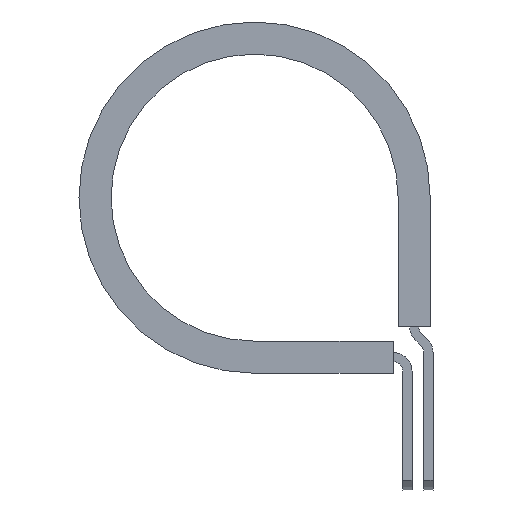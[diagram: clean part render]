
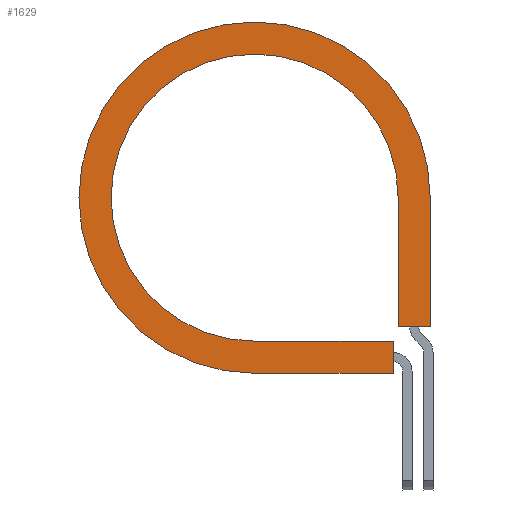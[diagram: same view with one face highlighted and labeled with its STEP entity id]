
A CAD part, front view. The second image highlights one B-rep face of the part: STEP entity #1629.
In plain terms, the highlighted planar face has unit normal (0, -1, 0).
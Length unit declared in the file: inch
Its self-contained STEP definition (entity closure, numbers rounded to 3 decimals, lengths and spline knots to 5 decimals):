
#12 = CARTESIAN_POINT ( 'NONE',  ( 0.7247, -0.31, -0.75 ) ) ;
#18 = VERTEX_POINT ( 'NONE', #1500 ) ;
#52 = EDGE_CURVE ( 'NONE', #18, #768, #1668, .T. ) ;
#100 = DIRECTION ( 'NONE',  ( 1., 0., 0. ) ) ;
#121 = EDGE_CURVE ( 'NONE', #610, #1530, #565, .T. ) ;
#125 = ORIENTED_EDGE ( 'NONE', *, *, #52, .T. ) ;
#139 = ORIENTED_EDGE ( 'NONE', *, *, #1638, .T. ) ;
#141 = CARTESIAN_POINT ( 'NONE',  ( 0.75, -0.31, 0. ) ) ;
#145 = VECTOR ( 'NONE', #847, 39.37008 ) ;
#204 = EDGE_CURVE ( 'NONE', #664, #610, #1155, .T. ) ;
#258 = ORIENTED_EDGE ( 'NONE', *, *, #844, .T. ) ;
#269 = LINE ( 'NONE', #691, #958 ) ;
#285 = AXIS2_PLACEMENT_3D ( 'NONE', #710, #1642, #840 ) ;
#306 = ORIENTED_EDGE ( 'NONE', *, *, #622, .T. ) ;
#310 = CARTESIAN_POINT ( 'NONE',  ( 0.75, -0.31, -0.67565 ) ) ;
#315 = CIRCLE ( 'NONE', #498, 0.918 ) ;
#323 = CARTESIAN_POINT ( 'NONE',  ( 0., -0.31, -0.75 ) ) ;
#332 = EDGE_CURVE ( 'NONE', #946, #1074, #1526, .T. ) ;
#415 = CARTESIAN_POINT ( 'NONE',  ( 0.918, -0.31, 0. ) ) ;
#498 = AXIS2_PLACEMENT_3D ( 'NONE', #816, #1735, #942 ) ;
#518 = DIRECTION ( 'NONE',  ( -1., 0., 0. ) ) ;
#531 = LINE ( 'NONE', #141, #145 ) ;
#555 = CARTESIAN_POINT ( 'NONE',  ( 0.918, -0.31, -0.67565 ) ) ;
#557 = CARTESIAN_POINT ( 'NONE',  ( 0.75, -0.31, -0.67565 ) ) ;
#565 = LINE ( 'NONE', #780, #1589 ) ;
#588 = VECTOR ( 'NONE', #518, 39.37008 ) ;
#601 = ORIENTED_EDGE ( 'NONE', *, *, #204, .F. ) ;
#610 = VERTEX_POINT ( 'NONE', #323 ) ;
#622 = EDGE_CURVE ( 'NONE', #768, #1530, #1569, .T. ) ;
#664 = VERTEX_POINT ( 'NONE', #884 ) ;
#667 = DIRECTION ( 'NONE',  ( 0., -1., 0. ) ) ;
#685 = AXIS2_PLACEMENT_3D ( 'NONE', #1085, #667, #689 ) ;
#689 = DIRECTION ( 'NONE',  ( 0., 0., -1. ) ) ;
#691 = CARTESIAN_POINT ( 'NONE',  ( 0.918, -0.31, 0. ) ) ;
#710 = CARTESIAN_POINT ( 'NONE',  ( 0.75, -0.31, 0. ) ) ;
#768 = VERTEX_POINT ( 'NONE', #794 ) ;
#780 = CARTESIAN_POINT ( 'NONE',  ( 0., -0.31, -0.75 ) ) ;
#790 = ORIENTED_EDGE ( 'NONE', *, *, #885, .F. ) ;
#794 = CARTESIAN_POINT ( 'NONE',  ( 0.7247, -0.31, -0.918 ) ) ;
#816 = CARTESIAN_POINT ( 'NONE',  ( 0., -0.31, 0. ) ) ;
#840 = DIRECTION ( 'NONE',  ( 0., 0., -1. ) ) ;
#844 = EDGE_CURVE ( 'NONE', #968, #18, #315, .T. ) ;
#847 = DIRECTION ( 'NONE',  ( 0., 0., -1. ) ) ;
#884 = CARTESIAN_POINT ( 'NONE',  ( 0.75, -0.31, 0. ) ) ;
#885 = EDGE_CURVE ( 'NONE', #968, #946, #269, .T. ) ;
#892 = CARTESIAN_POINT ( 'NONE',  ( 0., -0.31, -0.918 ) ) ;
#942 = DIRECTION ( 'NONE',  ( 0., 0., -1. ) ) ;
#946 = VERTEX_POINT ( 'NONE', #555 ) ;
#958 = VECTOR ( 'NONE', #1474, 39.37008 ) ;
#968 = VERTEX_POINT ( 'NONE', #415 ) ;
#971 = PLANE ( 'NONE',  #285 ) ;
#995 = ORIENTED_EDGE ( 'NONE', *, *, #332, .F. ) ;
#1014 = EDGE_LOOP ( 'NONE', ( #995, #790, #258, #125, #306, #1072, #601, #139 ) ) ;
#1072 = ORIENTED_EDGE ( 'NONE', *, *, #121, .F. ) ;
#1074 = VERTEX_POINT ( 'NONE', #310 ) ;
#1085 = CARTESIAN_POINT ( 'NONE',  ( 0., -0.31, 0. ) ) ;
#1155 = CIRCLE ( 'NONE', #685, 0.75 ) ;
#1332 = VECTOR ( 'NONE', #100, 39.37008 ) ;
#1339 = DIRECTION ( 'NONE',  ( 1., 0., 0. ) ) ;
#1474 = DIRECTION ( 'NONE',  ( 0., 0., -1. ) ) ;
#1485 = CARTESIAN_POINT ( 'NONE',  ( 0.7247, -0.31, -0.75 ) ) ;
#1500 = CARTESIAN_POINT ( 'NONE',  ( 0., -0.31, -0.918 ) ) ;
#1525 = VECTOR ( 'NONE', #1545, 39.37008 ) ;
#1526 = LINE ( 'NONE', #557, #588 ) ;
#1530 = VERTEX_POINT ( 'NONE', #1485 ) ;
#1538 = FACE_OUTER_BOUND ( 'NONE', #1014, .T. ) ;
#1545 = DIRECTION ( 'NONE',  ( 0., 0., 1. ) ) ;
#1569 = LINE ( 'NONE', #12, #1525 ) ;
#1589 = VECTOR ( 'NONE', #1339, 39.37008 ) ;
#1629 = ADVANCED_FACE ( 'NONE', ( #1538 ), #971, .T. ) ;
#1638 = EDGE_CURVE ( 'NONE', #664, #1074, #531, .T. ) ;
#1642 = DIRECTION ( 'NONE',  ( 0., -1., 0. ) ) ;
#1668 = LINE ( 'NONE', #892, #1332 ) ;
#1735 = DIRECTION ( 'NONE',  ( 0., -1., 0. ) ) ;
